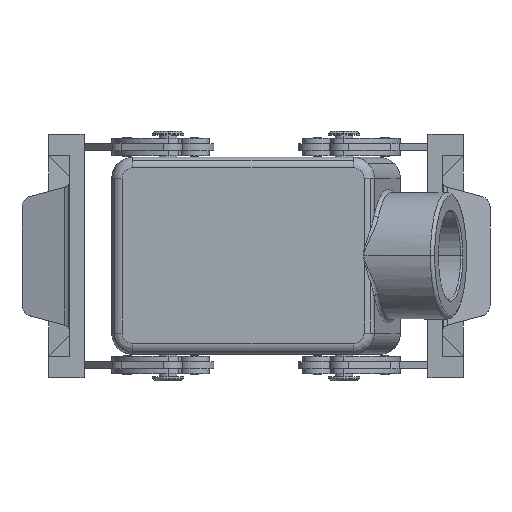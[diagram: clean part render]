
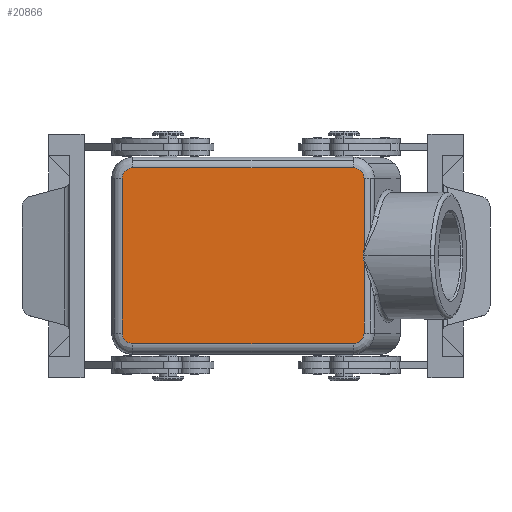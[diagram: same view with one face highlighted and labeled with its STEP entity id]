
A CAD part, top view. The second image highlights one B-rep face of the part: STEP entity #20866.
In plain terms, the highlighted planar face has unit normal (0, 0, 1).
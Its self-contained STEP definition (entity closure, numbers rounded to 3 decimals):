
#5171=CARTESIAN_POINT('',(27.603,-25.0,56.));
#5172=VERTEX_POINT('',#5171);
#5180=CARTESIAN_POINT('',(-35.,-25.,56.));
#5181=VERTEX_POINT('',#5180);
#5182=CARTESIAN_POINT('',(27.603,-25.0,56.));
#5183=DIRECTION('',(-1.0,0.0,0.0));
#5184=VECTOR('',#5183,62.603);
#5185=LINE('',#5182,#5184);
#5186=EDGE_CURVE('',#5172,#5181,#5185,.T.);
#5213=CARTESIAN_POINT('',(-38.,-22.,56.));
#5214=VERTEX_POINT('',#5213);
#5222=CARTESIAN_POINT('',(-38.0,22.0,56.));
#5223=VERTEX_POINT('',#5222);
#5224=CARTESIAN_POINT('',(-38.,-22.,56.));
#5225=DIRECTION('',(0.0,1.0,0.0));
#5226=VECTOR('',#5225,44.0);
#5227=LINE('',#5224,#5226);
#5228=EDGE_CURVE('',#5214,#5223,#5227,.T.);
#5255=CARTESIAN_POINT('',(-35.,25.,56.));
#5256=VERTEX_POINT('',#5255);
#5264=CARTESIAN_POINT('',(27.603,25.,56.));
#5265=VERTEX_POINT('',#5264);
#5266=CARTESIAN_POINT('',(-35.,25.,56.));
#5267=DIRECTION('',(1.0,0.0,0.0));
#5268=VECTOR('',#5267,62.603);
#5269=LINE('',#5266,#5268);
#5270=EDGE_CURVE('',#5256,#5265,#5269,.T.);
#20169=CARTESIAN_POINT('',(30.716,1.678,56.));
#20170=VERTEX_POINT('',#20169);
#20246=CARTESIAN_POINT('',(30.716,-1.678,56.));
#20247=VERTEX_POINT('',#20246);
#20266=CARTESIAN_POINT('',(101.884,0.0,56.));
#20267=DIRECTION('',(0.0,0.0,1.0));
#20268=DIRECTION('',(-1.0,0.0,0.0));
#20269=AXIS2_PLACEMENT_3D('',#20266,#20267,#20268);
#20270=ELLIPSE('',#20269,71.448,19.);
#20271=EDGE_CURVE('',#20170,#20247,#20270,.T.);
#20800=CARTESIAN_POINT('',(30.716,-22.,56.));
#20801=VERTEX_POINT('',#20800);
#20802=CARTESIAN_POINT('',(30.716,-1.678,56.));
#20803=DIRECTION('',(0.0,-1.0,0.0));
#20804=VECTOR('',#20803,20.322);
#20805=LINE('',#20802,#20804);
#20806=EDGE_CURVE('',#20247,#20801,#20805,.T.);
#20818=CARTESIAN_POINT('',(0.,0.,56.));
#20819=DIRECTION('',(0.0,0.0,1.0));
#20820=DIRECTION('',(1.0,0.0,0.0));
#20821=AXIS2_PLACEMENT_3D('',#20818,#20819,#20820);
#20822=PLANE('',#20821);
#20823=ORIENTED_EDGE('',*,*,#20271,.F.);
#20824=CARTESIAN_POINT('',(30.716,22.,56.));
#20825=VERTEX_POINT('',#20824);
#20826=CARTESIAN_POINT('',(30.716,22.,56.));
#20827=DIRECTION('',(0.0,-1.0,0.0));
#20828=VECTOR('',#20827,20.322);
#20829=LINE('',#20826,#20828);
#20830=EDGE_CURVE('',#20825,#20170,#20829,.T.);
#20831=ORIENTED_EDGE('',*,*,#20830,.F.);
#20832=CARTESIAN_POINT('',(27.603,22.,56.));
#20833=DIRECTION('',(0.0,0.0,-1.0));
#20834=DIRECTION('',(1.0,0.0,0.0));
#20835=AXIS2_PLACEMENT_3D('',#20832,#20833,#20834);
#20836=ELLIPSE('',#20835,3.112,3.0);
#20837=EDGE_CURVE('',#5265,#20825,#20836,.T.);
#20838=ORIENTED_EDGE('',*,*,#20837,.F.);
#20839=ORIENTED_EDGE('',*,*,#5270,.F.);
#20840=CARTESIAN_POINT('',(-35.,22.0,56.));
#20841=DIRECTION('',(0.0,0.0,-1.));
#20842=DIRECTION('',(-0.707,0.707,0.0));
#20843=AXIS2_PLACEMENT_3D('',#20840,#20841,#20842);
#20844=CIRCLE('',#20843,3.0);
#20845=EDGE_CURVE('',#5223,#5256,#20844,.T.);
#20846=ORIENTED_EDGE('',*,*,#20845,.F.);
#20847=ORIENTED_EDGE('',*,*,#5228,.F.);
#20848=CARTESIAN_POINT('',(-35.,-22.,56.));
#20849=DIRECTION('',(0.0,0.0,-1.));
#20850=DIRECTION('',(-0.707,-0.707,0.0));
#20851=AXIS2_PLACEMENT_3D('',#20848,#20849,#20850);
#20852=CIRCLE('',#20851,3.0);
#20853=EDGE_CURVE('',#5181,#5214,#20852,.T.);
#20854=ORIENTED_EDGE('',*,*,#20853,.F.);
#20855=ORIENTED_EDGE('',*,*,#5186,.F.);
#20856=CARTESIAN_POINT('',(27.603,-22.,56.));
#20857=DIRECTION('',(0.0,0.0,-1.0));
#20858=DIRECTION('',(1.0,0.0,0.0));
#20859=AXIS2_PLACEMENT_3D('',#20856,#20857,#20858);
#20860=ELLIPSE('',#20859,3.112,3.0);
#20861=EDGE_CURVE('',#20801,#5172,#20860,.T.);
#20862=ORIENTED_EDGE('',*,*,#20861,.F.);
#20863=ORIENTED_EDGE('',*,*,#20806,.F.);
#20864=EDGE_LOOP('',(#20823,#20831,#20838,#20839,#20846,#20847,#20854,#20855,#20862,#20863));
#20865=FACE_OUTER_BOUND('',#20864,.T.);
#20866=ADVANCED_FACE('',(#20865),#20822,.T.);
